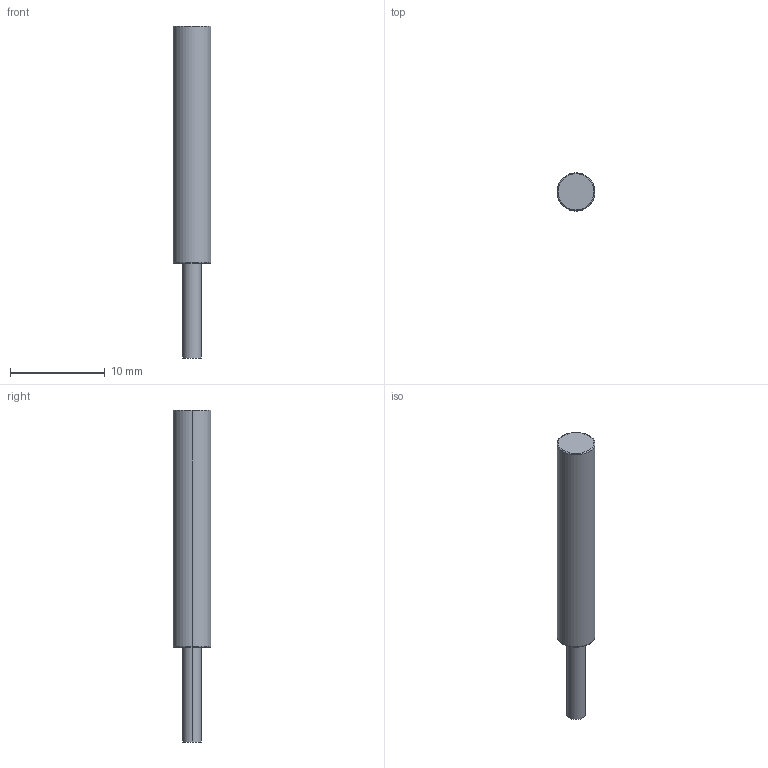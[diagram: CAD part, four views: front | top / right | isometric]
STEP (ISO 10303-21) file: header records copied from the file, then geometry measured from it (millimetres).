
FILE_DESCRIPTION((''),'2;1');
FILE_NAME('PRT0001','2012-02-09T',('dhelisch'),(''),'PRO/ENGINEER BY PARAMETRIC TECHNOLOGY CORPORATION, 2007250','PRO/ENGINEER BY PARAMETRIC TECHNOLOGY CORPORATION, 2007250','');
FILE_SCHEMA(('CONFIG_CONTROL_DESIGN'));
Length unit declared in the file: millimetre
Products named in the file (1): PRT0001
Bounding box: 4 x 4 x 35 mm (x, y, z)
Volume: 345.5 mm3; surface area: 401 mm2
Topology: 1 solids, 1 shells, 11 faces, 73 edges, 70 vertices
Faces by surface type: cylinder 4, torus 4, plane 3
Entity records: 1071 total; most frequent: DIRECTION 129, CARTESIAN_POINT 97, PRESENTATION_STYLE_ASSIGNMENT 90, STYLED_ITEM 87, CURVE_STYLE 80, COLOUR_RGB 75, TRIMMED_CURVE 53, COMPOSITE_CURVE_SEGMENT 48
